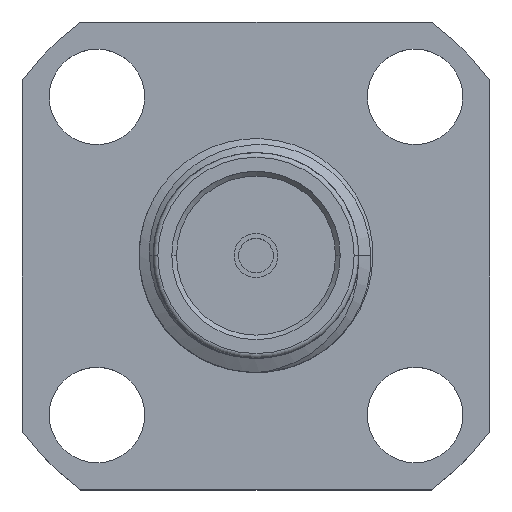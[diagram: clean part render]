
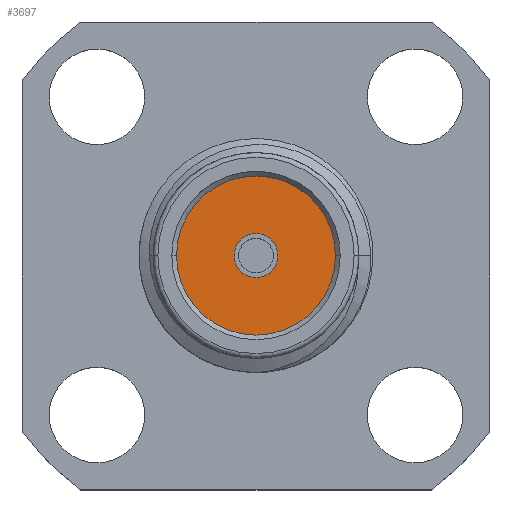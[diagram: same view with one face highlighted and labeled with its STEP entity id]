
A CAD part, top view. The second image highlights one B-rep face of the part: STEP entity #3697.
In plain terms, the highlighted planar face has unit normal (0, 0, 1).
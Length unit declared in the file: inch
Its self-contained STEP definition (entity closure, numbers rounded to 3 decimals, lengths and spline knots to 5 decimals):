
#108 = VERTEX_POINT ( 'NONE', #594 ) ;
#331 = CARTESIAN_POINT ( 'NONE',  ( 0.0235, 0., -0.075 ) ) ;
#488 = DIRECTION ( 'NONE',  ( 0., 0., 1. ) ) ;
#491 = ORIENTED_EDGE ( 'NONE', *, *, #2017, .T. ) ;
#594 = CARTESIAN_POINT ( 'NONE',  ( -0.085, 0., -0.075 ) ) ;
#606 = AXIS2_PLACEMENT_3D ( 'NONE', #1063, #1972, #1419 ) ;
#756 = FACE_OUTER_BOUND ( 'NONE', #2315, .T. ) ;
#770 = CARTESIAN_POINT ( 'NONE',  ( 0., 0., -0.075 ) ) ;
#836 = CARTESIAN_POINT ( 'NONE',  ( 0., 0., -0.075 ) ) ;
#919 = ORIENTED_EDGE ( 'NONE', *, *, #1482, .F. ) ;
#1002 = VERTEX_POINT ( 'NONE', #331 ) ;
#1063 = CARTESIAN_POINT ( 'NONE',  ( 0., 0., -0.075 ) ) ;
#1290 = EDGE_CURVE ( 'NONE', #3137, #1002, #1681, .T. ) ;
#1419 = DIRECTION ( 'NONE',  ( 1., 0., 0. ) ) ;
#1432 = DIRECTION ( 'NONE',  ( 0., 0., 1. ) ) ;
#1482 = EDGE_CURVE ( 'NONE', #1002, #3137, #3181, .T. ) ;
#1489 = DIRECTION ( 'NONE',  ( 1., 0., 0. ) ) ;
#1590 = CARTESIAN_POINT ( 'NONE',  ( 0.085, 0., -0.075 ) ) ;
#1681 = CIRCLE ( 'NONE', #2887, 0.0235 ) ;
#1849 = CARTESIAN_POINT ( 'NONE',  ( 0., 0., -0.075 ) ) ;
#1915 = DIRECTION ( 'NONE',  ( 1., 0., 0. ) ) ;
#1972 = DIRECTION ( 'NONE',  ( 0., 0., 1. ) ) ;
#1993 = CIRCLE ( 'NONE', #3247, 0.085 ) ;
#2017 = EDGE_CURVE ( 'NONE', #108, #2676, #1993, .T. ) ;
#2078 = DIRECTION ( 'NONE',  ( 1., 0., 0. ) ) ;
#2315 = EDGE_LOOP ( 'NONE', ( #2698, #491 ) ) ;
#2392 = EDGE_LOOP ( 'NONE', ( #919, #2607 ) ) ;
#2607 = ORIENTED_EDGE ( 'NONE', *, *, #1290, .F. ) ;
#2645 = CARTESIAN_POINT ( 'NONE',  ( 0., 0., -0.075 ) ) ;
#2676 = VERTEX_POINT ( 'NONE', #1590 ) ;
#2698 = ORIENTED_EDGE ( 'NONE', *, *, #3720, .T. ) ;
#2887 = AXIS2_PLACEMENT_3D ( 'NONE', #836, #1432, #3706 ) ;
#2924 = DIRECTION ( 'NONE',  ( 0., 0., 1. ) ) ;
#2991 = PLANE ( 'NONE',  #606 ) ;
#3004 = DIRECTION ( 'NONE',  ( 0., 0., 1. ) ) ;
#3137 = VERTEX_POINT ( 'NONE', #3453 ) ;
#3181 = CIRCLE ( 'NONE', #3678, 0.0235 ) ;
#3184 = AXIS2_PLACEMENT_3D ( 'NONE', #770, #488, #1915 ) ;
#3247 = AXIS2_PLACEMENT_3D ( 'NONE', #2645, #2924, #1489 ) ;
#3453 = CARTESIAN_POINT ( 'NONE',  ( -0.0235, 0., -0.075 ) ) ;
#3559 = FACE_BOUND ( 'NONE', #2392, .T. ) ;
#3678 = AXIS2_PLACEMENT_3D ( 'NONE', #1849, #3004, #2078 ) ;
#3681 = CIRCLE ( 'NONE', #3184, 0.085 ) ;
#3697 = ADVANCED_FACE ( 'NONE', ( #3559, #756 ), #2991, .T. ) ;
#3706 = DIRECTION ( 'NONE',  ( 1., 0., 0. ) ) ;
#3720 = EDGE_CURVE ( 'NONE', #2676, #108, #3681, .T. ) ;
